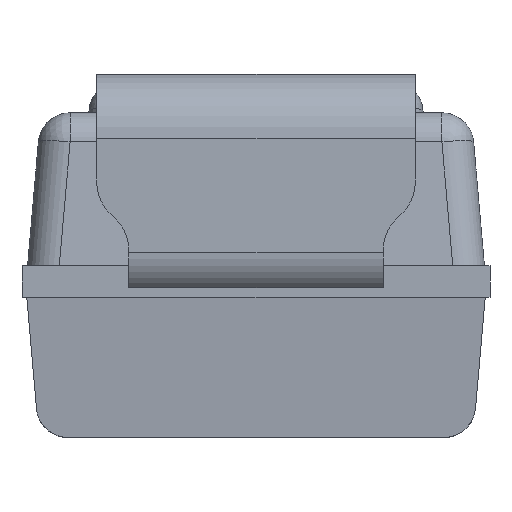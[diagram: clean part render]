
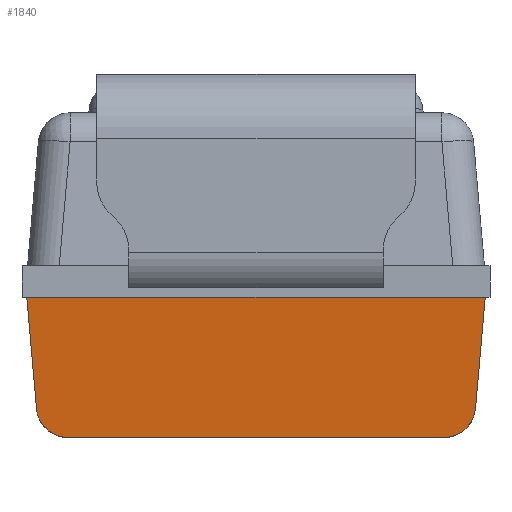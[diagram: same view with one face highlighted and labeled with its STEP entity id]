
A CAD part, front view. The second image highlights one B-rep face of the part: STEP entity #1840.
In plain terms, the highlighted planar face has unit normal (0, -0.996, -0.087).
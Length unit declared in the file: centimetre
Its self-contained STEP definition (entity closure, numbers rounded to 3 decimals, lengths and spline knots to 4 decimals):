
#31=ELLIPSE('',#1903,0.01,0.01);
#42=ELLIPSE('',#1979,0.01,0.01);
#183=FACE_OUTER_BOUND('',#284,.T.);
#284=EDGE_LOOP('',(#1331,#1332,#1333,#1334,#1335,#1336));
#355=LINE('',#2625,#516);
#369=LINE('',#2695,#530);
#418=LINE('',#2859,#579);
#419=LINE('',#2860,#580);
#516=VECTOR('',#2097,0.118);
#530=VECTOR('',#2115,0.144);
#579=VECTOR('',#2310,0.0351);
#580=VECTOR('',#2311,0.0351);
#712=VERTEX_POINT('',#2615);
#713=VERTEX_POINT('',#2617);
#715=VERTEX_POINT('',#2623);
#732=VERTEX_POINT('',#2692);
#733=VERTEX_POINT('',#2694);
#775=VERTEX_POINT('',#2855);
#879=EDGE_CURVE('',#712,#713,#31,.T.);
#883=EDGE_CURVE('',#712,#715,#355,.T.);
#901=EDGE_CURVE('',#732,#733,#369,.T.);
#983=EDGE_CURVE('',#775,#715,#42,.T.);
#984=EDGE_CURVE('',#733,#775,#418,.T.);
#985=EDGE_CURVE('',#732,#713,#419,.T.);
#1331=ORIENTED_EDGE('',*,*,#983,.F.);
#1332=ORIENTED_EDGE('',*,*,#984,.F.);
#1333=ORIENTED_EDGE('',*,*,#901,.F.);
#1334=ORIENTED_EDGE('',*,*,#985,.T.);
#1335=ORIENTED_EDGE('',*,*,#879,.F.);
#1336=ORIENTED_EDGE('',*,*,#883,.T.);
#1665=PLANE('',#1980);
#1840=ADVANCED_FACE('',(#183),#1665,.T.);
#1903=AXIS2_PLACEMENT_3D('',#2618,#2089,#2090);
#1979=AXIS2_PLACEMENT_3D('',#2857,#2306,#2307);
#1980=AXIS2_PLACEMENT_3D('',#2858,#2308,#2309);
#2089=DIRECTION('center_axis',(0.,0.996,0.087));
#2090=DIRECTION('ref_axis',(0.,0.087,-0.996));
#2097=DIRECTION('',(1.,0.,0.));
#2115=DIRECTION('',(1.,0.,0.));
#2306=DIRECTION('center_axis',(0.,0.996,0.087));
#2307=DIRECTION('ref_axis',(0.,0.087,-0.996));
#2308=DIRECTION('center_axis',(0.,-0.996,
-0.087));
#2309=DIRECTION('ref_axis',(-1.,0.,0.));
#2310=DIRECTION('',(-0.087,0.087,-0.992));
#2311=DIRECTION('',(0.087,0.087,-0.992));
#2615=CARTESIAN_POINT('',(-0.1206,0.6948,-0.044));
#2617=CARTESIAN_POINT('',(-0.1306,0.6941,-0.0349));
#2618=CARTESIAN_POINT('Origin',(-0.1206,0.694,-0.034));
#2623=CARTESIAN_POINT('',(-0.0027,0.6948,-0.044));
#2625=CARTESIAN_POINT('',(-0.1337,0.6948,-0.044));
#2692=CARTESIAN_POINT('',(-0.1337,0.691,0.));
#2694=CARTESIAN_POINT('',(0.0103,0.691,0.));
#2695=CARTESIAN_POINT('',(-0.1337,0.691,0.));
#2855=CARTESIAN_POINT('',(0.0073,0.6941,-0.0349));
#2857=CARTESIAN_POINT('Origin',(-0.0027,0.694,
-0.034));
#2858=CARTESIAN_POINT('Origin',(-0.1337,0.691,0.));
#2859=CARTESIAN_POINT('',(0.0098,0.6915,-0.0062));
#2860=CARTESIAN_POINT('',(-0.1329,0.6918,-0.0087));
